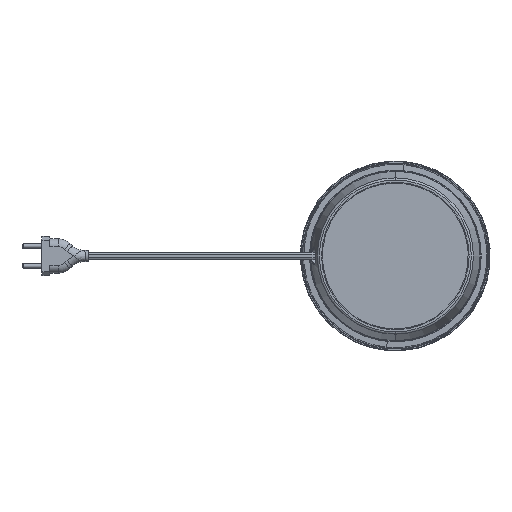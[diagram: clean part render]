
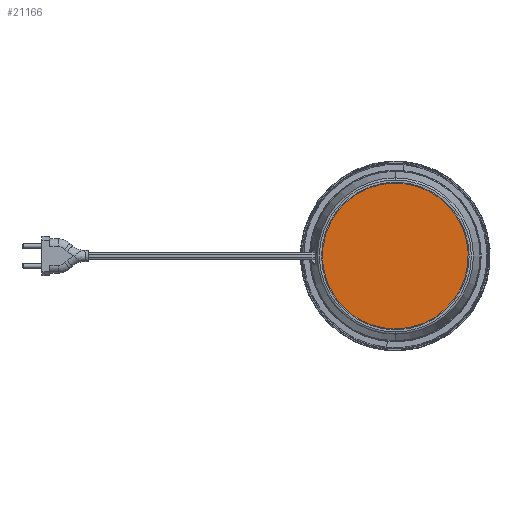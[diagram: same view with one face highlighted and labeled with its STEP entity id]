
A CAD part, front view. The second image highlights one B-rep face of the part: STEP entity #21166.
In plain terms, the highlighted face is planar.
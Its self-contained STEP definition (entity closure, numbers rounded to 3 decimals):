
#317 = CARTESIAN_POINT ( 'NONE',  ( 0., 3., -66. ) ) ;
#1110 = DIRECTION ( 'NONE',  ( 0., 0., 1. ) ) ;
#1360 = ORIENTED_EDGE ( 'NONE', *, *, #20297, .T. ) ;
#1983 = CARTESIAN_POINT ( 'NONE',  ( 0., 3., 0. ) ) ;
#2499 = VERTEX_POINT ( 'NONE', #317 ) ;
#3784 = CARTESIAN_POINT ( 'NONE',  ( 0., 3., 0. ) ) ;
#4500 = EDGE_LOOP ( 'NONE', ( #1360, #30125 ) ) ;
#4746 = VERTEX_POINT ( 'NONE', #16955 ) ;
#8999 = CARTESIAN_POINT ( 'NONE',  ( 0., 3., 0. ) ) ;
#9994 = DIRECTION ( 'NONE',  ( 0., 1., 0. ) ) ;
#13504 = DIRECTION ( 'NONE',  ( 0., 0., 1. ) ) ;
#15898 = AXIS2_PLACEMENT_3D ( 'NONE', #8999, #19160, #13504 ) ;
#16955 = CARTESIAN_POINT ( 'NONE',  ( 0., 3., 66. ) ) ;
#18008 = CIRCLE ( 'NONE', #22247, 66. ) ;
#19111 = DIRECTION ( 'NONE',  ( 0., 1., 0. ) ) ;
#19160 = DIRECTION ( 'NONE',  ( 0., 1., 0. ) ) ;
#20155 = AXIS2_PLACEMENT_3D ( 'NONE', #1983, #9994, #30276 ) ;
#20297 = EDGE_CURVE ( 'NONE', #2499, #4746, #18008, .T. ) ;
#21037 = EDGE_CURVE ( 'NONE', #4746, #2499, #28639, .T. ) ;
#21166 = ADVANCED_FACE ( 'NONE', ( #25104 ), #27616, .T. ) ;
#22247 = AXIS2_PLACEMENT_3D ( 'NONE', #3784, #19111, #1110 ) ;
#25104 = FACE_OUTER_BOUND ( 'NONE', #4500, .T. ) ;
#27616 = PLANE ( 'NONE',  #20155 ) ;
#28639 = CIRCLE ( 'NONE', #15898, 66. ) ;
#30125 = ORIENTED_EDGE ( 'NONE', *, *, #21037, .T. ) ;
#30276 = DIRECTION ( 'NONE',  ( 0., 0., 1. ) ) ;
